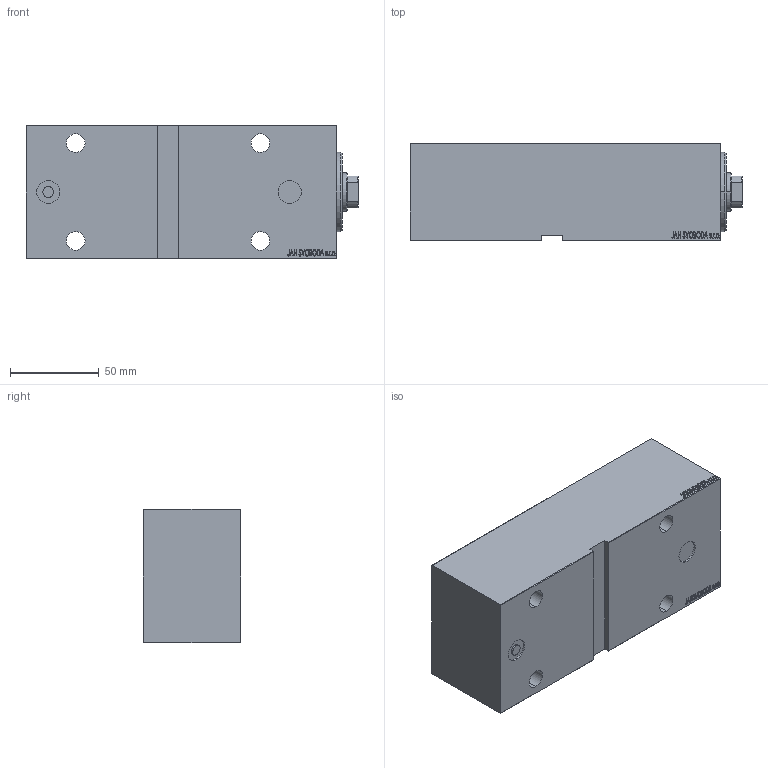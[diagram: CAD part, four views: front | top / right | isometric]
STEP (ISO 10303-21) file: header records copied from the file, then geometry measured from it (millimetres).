
FILE_DESCRIPTION (( 'STEP AP203' ), '1' );
FILE_NAME ('8df7.STEP', '2024-02-11T07:44:02', ( '' ), ( '' ), 'SwSTEP 2.0', 'SolidWorks 2019', '' );
FILE_SCHEMA (( 'CONFIG_CONTROL_DESIGN' ));
Length unit declared in the file: millimetre
Products named in the file (4): V450CM_E_Body 979cc63938e9eb3d934ae0bb53401c44; 8df7; V450CM_E_VCP 979cc63938e9eb3d934ae0bb53401c44; V450CM_VC_B 979cc63938e9eb3d934ae0bb53401c44
Assembly tree (3 placements, depth 2):
  8df7
    V450CM_E_Body 979cc63938e9eb3d934ae0bb53401c44
    V450CM_E_VCP 979cc63938e9eb3d934ae0bb53401c44
    V450CM_VC_B 979cc63938e9eb3d934ae0bb53401c44
Bounding box: 187 x 55 x 75 mm (x, y, z)
Volume: 649773.3 mm3; surface area: 100203.4 mm2
Topology: 3 solids, 3 shells, 846 faces, 2178 edges, 1445 vertices
Faces by surface type: plane 408, bspline 380, cylinder 44, cone 14
Entity records: 42846 total; most frequent: CARTESIAN_POINT 24333, ORIENTED_EDGE 4352, DIRECTION 2456, EDGE_CURVE 2176, VERTEX_POINT 1445, VECTOR 1304, LINE 1304, EDGE_LOOP 965
